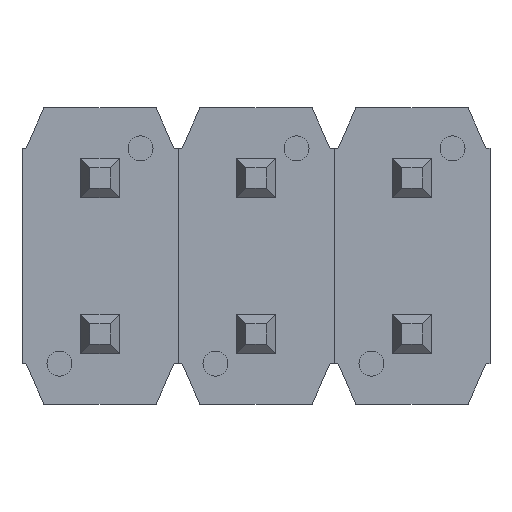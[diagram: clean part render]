
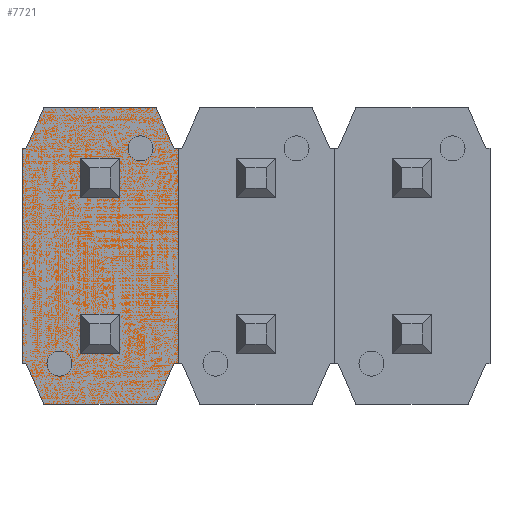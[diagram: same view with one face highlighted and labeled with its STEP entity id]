
A CAD part, front view. The second image highlights one B-rep face of the part: STEP entity #7721.
In plain terms, the highlighted planar face has unit normal (0, 1, 0).
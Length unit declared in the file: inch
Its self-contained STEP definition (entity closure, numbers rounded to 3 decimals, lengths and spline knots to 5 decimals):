
#6890=DIRECTION('',(-0.405,0.,0.914));
#6891=VECTOR('',#6890,0.02844);
#6892=CARTESIAN_POINT('',(-0.03592,0.,-0.095));
#6893=LINE('1707',#6892,#6891);
#6897=DIRECTION('',(-0.405,0.,-0.914));
#6898=VECTOR('',#6897,0.02844);
#6899=CARTESIAN_POINT('',(0.04744,0.,-0.069));
#6900=LINE('1709',#6899,#6898);
#6904=DIRECTION('',(1.,0.,0.));
#6905=VECTOR('',#6904,0.00256);
#6906=CARTESIAN_POINT('',(0.04744,0.,-0.069));
#6907=LINE('940',#6906,#6905);
#6911=DIRECTION('',(-1.,0.,0.));
#6912=VECTOR('',#6911,0.00256);
#6913=CARTESIAN_POINT('',(0.05,0.,0.069));
#6914=LINE('938',#6913,#6912);
#6918=DIRECTION('',(0.405,0.,-0.914));
#6919=VECTOR('',#6918,0.02844);
#6920=CARTESIAN_POINT('',(0.03592,0.,0.095));
#6921=LINE('1711',#6920,#6919);
#6925=DIRECTION('',(0.405,0.,0.914));
#6926=VECTOR('',#6925,0.02844);
#6927=CARTESIAN_POINT('',(-0.04744,0.,0.069));
#6928=LINE('1713',#6927,#6926);
#6932=DIRECTION('',(-1.,0.,0.));
#6933=VECTOR('',#6932,0.00256);
#6934=CARTESIAN_POINT('',(-0.04744,0.,-0.069));
#6935=LINE('1706',#6934,#6933);
#6953=DIRECTION('',(0.,0.,-1.));
#6954=VECTOR('',#6953,0.138);
#6955=CARTESIAN_POINT('',(-0.05,0.,0.069));
#6956=LINE('1715',#6955,#6954);
#6967=DIRECTION('',(1.,0.,0.));
#6968=VECTOR('',#6967,0.00256);
#6969=CARTESIAN_POINT('',(-0.05,0.,0.069));
#6970=LINE('1714',#6969,#6968);
#7002=DIRECTION('',(-1.,0.,0.));
#7003=VECTOR('',#7002,0.07184);
#7004=CARTESIAN_POINT('',(0.03592,0.,0.095));
#7005=LINE('1712',#7004,#7003);
#7205=DIRECTION('',(0.,0.,-1.));
#7206=VECTOR('',#7205,0.138);
#7207=CARTESIAN_POINT('',(0.05,0.,0.069));
#7208=LINE('1710',#7207,#7206);
#7541=DIRECTION('',(1.,0.,0.));
#7542=VECTOR('',#7541,0.07184);
#7543=CARTESIAN_POINT('',(-0.03592,0.,-0.095));
#7544=LINE('1708',#7543,#7542);
#7562=CARTESIAN_POINT('',(0.04744,0.,0.069));
#7563=CARTESIAN_POINT('',(0.05,0.,0.069));
#7564=VERTEX_POINT('',#7562);
#7565=VERTEX_POINT('',#7563);
#7566=CARTESIAN_POINT('',(0.05,0.,-0.069));
#7567=CARTESIAN_POINT('',(0.04744,0.,-0.069));
#7568=VERTEX_POINT('',#7566);
#7569=VERTEX_POINT('',#7567);
#7610=CARTESIAN_POINT('',(-0.04744,0.,-0.069));
#7611=CARTESIAN_POINT('',(-0.05,0.,-0.069));
#7612=VERTEX_POINT('',#7610);
#7613=VERTEX_POINT('',#7611);
#7614=CARTESIAN_POINT('',(-0.03592,0.,-0.095));
#7615=VERTEX_POINT('',#7614);
#7616=CARTESIAN_POINT('',(0.03592,0.,-0.095));
#7617=VERTEX_POINT('',#7616);
#7618=CARTESIAN_POINT('',(0.03592,0.,0.095));
#7619=VERTEX_POINT('',#7618);
#7620=CARTESIAN_POINT('',(-0.03592,0.,0.095));
#7621=VERTEX_POINT('',#7620);
#7622=CARTESIAN_POINT('',(-0.04744,0.,0.069));
#7623=VERTEX_POINT('',#7622);
#7624=CARTESIAN_POINT('',(-0.05,0.,0.069));
#7625=VERTEX_POINT('',#7624);
#7690=CARTESIAN_POINT('',(0.,0.,0.));
#7691=DIRECTION('',(0.,1.,0.));
#7692=DIRECTION('',(1.,0.,0.));
#7693=AXIS2_PLACEMENT_3D('',#7690,#7691,#7692);
#7694=PLANE('1556',#7693);
#7696=ORIENTED_EDGE('1706',*,*,#7695,.F.);
#7698=ORIENTED_EDGE('1707',*,*,#7697,.F.);
#7700=ORIENTED_EDGE('1708',*,*,#7699,.T.);
#7702=ORIENTED_EDGE('1709',*,*,#7701,.F.);
#7704=ORIENTED_EDGE('940',*,*,#7703,.T.);
#7706=ORIENTED_EDGE('1710',*,*,#7705,.F.);
#7708=ORIENTED_EDGE('938',*,*,#7707,.T.);
#7710=ORIENTED_EDGE('1711',*,*,#7709,.F.);
#7712=ORIENTED_EDGE('1712',*,*,#7711,.T.);
#7714=ORIENTED_EDGE('1713',*,*,#7713,.F.);
#7716=ORIENTED_EDGE('1714',*,*,#7715,.F.);
#7718=ORIENTED_EDGE('1715',*,*,#7717,.T.);
#7719=EDGE_LOOP('1556',(#7696,#7698,#7700,#7702,#7704,#7706,#7708,#7710,#7712,
#7714,#7716,#7718));
#7720=FACE_OUTER_BOUND('1556',#7719,.F.);
#7721=ADVANCED_FACE('1556',(#7720),#7694,.T.);
#7695=EDGE_CURVE('1706',#7612,#7613,#6935,.T.);
#7697=EDGE_CURVE('1707',#7615,#7612,#6893,.T.);
#7699=EDGE_CURVE('1708',#7615,#7617,#7544,.T.);
#7701=EDGE_CURVE('1709',#7569,#7617,#6900,.T.);
#7703=EDGE_CURVE('940',#7569,#7568,#6907,.T.);
#7705=EDGE_CURVE('1710',#7565,#7568,#7208,.T.);
#7707=EDGE_CURVE('938',#7565,#7564,#6914,.T.);
#7709=EDGE_CURVE('1711',#7619,#7564,#6921,.T.);
#7711=EDGE_CURVE('1712',#7619,#7621,#7005,.T.);
#7713=EDGE_CURVE('1713',#7623,#7621,#6928,.T.);
#7715=EDGE_CURVE('1714',#7625,#7623,#6970,.T.);
#7717=EDGE_CURVE('1715',#7625,#7613,#6956,.T.);
